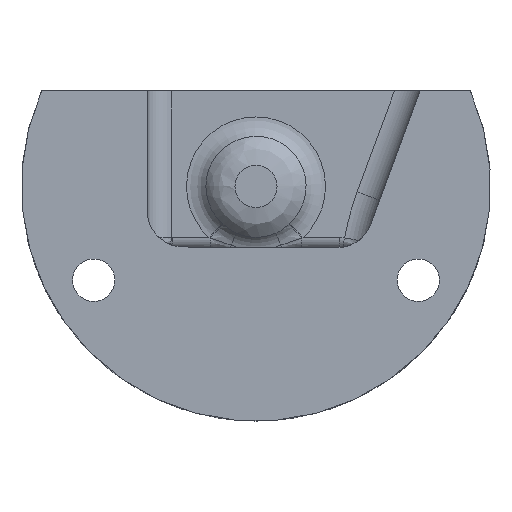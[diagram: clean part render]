
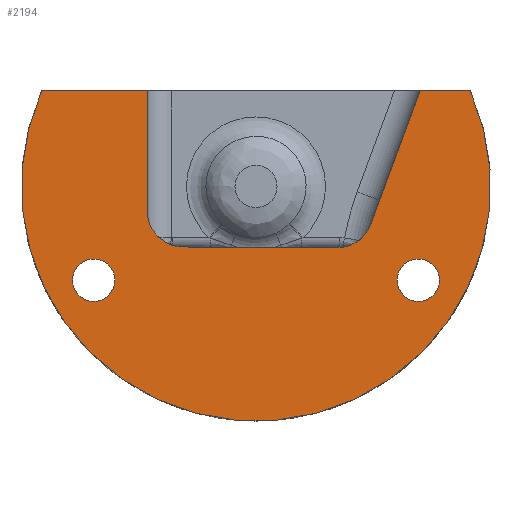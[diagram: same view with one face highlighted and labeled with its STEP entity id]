
A CAD part, left-side view. The second image highlights one B-rep face of the part: STEP entity #2194.
In plain terms, the highlighted planar face has unit normal (-1, 0, 0).
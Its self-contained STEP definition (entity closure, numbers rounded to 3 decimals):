
#17=FACE_BOUND('',#324,.T.);
#18=FACE_BOUND('',#325,.T.);
#108=PLANE('',#2394);
#189=FACE_OUTER_BOUND('',#323,.T.);
#323=EDGE_LOOP('',(#1717,#1718,#1719,#1720,#1721,#1722,#1723,#1724));
#324=EDGE_LOOP('',(#1725));
#325=EDGE_LOOP('',(#1726));
#457=CIRCLE('',#2395,19.4);
#458=CIRCLE('',#2396,3.);
#459=CIRCLE('',#2397,3.);
#460=CIRCLE('',#2398,1.75);
#461=CIRCLE('',#2399,1.75);
#648=LINE('',#4007,#765);
#649=LINE('',#4009,#766);
#650=LINE('',#4013,#767);
#651=LINE('',#4017,#768);
#652=LINE('',#4018,#769);
#765=VECTOR('',#2800,10.);
#766=VECTOR('',#2801,10.);
#767=VECTOR('',#2804,10.);
#768=VECTOR('',#2807,10.);
#769=VECTOR('',#2808,10.);
#979=VERTEX_POINT('',#4003);
#980=VERTEX_POINT('',#4004);
#981=VERTEX_POINT('',#4006);
#982=VERTEX_POINT('',#4008);
#983=VERTEX_POINT('',#4010);
#984=VERTEX_POINT('',#4012);
#985=VERTEX_POINT('',#4014);
#986=VERTEX_POINT('',#4016);
#987=VERTEX_POINT('',#4019);
#988=VERTEX_POINT('',#4021);
#1250=EDGE_CURVE('',#979,#980,#457,.T.);
#1251=EDGE_CURVE('',#979,#981,#648,.T.);
#1252=EDGE_CURVE('',#982,#981,#649,.T.);
#1253=EDGE_CURVE('',#983,#982,#458,.T.);
#1254=EDGE_CURVE('',#984,#983,#650,.T.);
#1255=EDGE_CURVE('',#985,#984,#459,.T.);
#1256=EDGE_CURVE('',#986,#985,#651,.T.);
#1257=EDGE_CURVE('',#986,#980,#652,.T.);
#1258=EDGE_CURVE('',#987,#987,#460,.T.);
#1259=EDGE_CURVE('',#988,#988,#461,.T.);
#1717=ORIENTED_EDGE('',*,*,#1250,.F.);
#1718=ORIENTED_EDGE('',*,*,#1251,.T.);
#1719=ORIENTED_EDGE('',*,*,#1252,.F.);
#1720=ORIENTED_EDGE('',*,*,#1253,.F.);
#1721=ORIENTED_EDGE('',*,*,#1254,.F.);
#1722=ORIENTED_EDGE('',*,*,#1255,.F.);
#1723=ORIENTED_EDGE('',*,*,#1256,.F.);
#1724=ORIENTED_EDGE('',*,*,#1257,.T.);
#1725=ORIENTED_EDGE('',*,*,#1258,.F.);
#1726=ORIENTED_EDGE('',*,*,#1259,.F.);
#2194=ADVANCED_FACE('',(#189,#17,#18),#108,.F.);
#2394=AXIS2_PLACEMENT_3D('',#4002,#2796,#2797);
#2395=AXIS2_PLACEMENT_3D('',#4005,#2798,#2799);
#2396=AXIS2_PLACEMENT_3D('',#4011,#2802,#2803);
#2397=AXIS2_PLACEMENT_3D('',#4015,#2805,#2806);
#2398=AXIS2_PLACEMENT_3D('',#4020,#2809,#2810);
#2399=AXIS2_PLACEMENT_3D('',#4022,#2811,#2812);
#2796=DIRECTION('center_axis',(1.,0.,0.));
#2797=DIRECTION('ref_axis',(0.,1.,0.));
#2798=DIRECTION('center_axis',(1.,0.,0.));
#2799=DIRECTION('ref_axis',(0.,-0.892,0.453));
#2800=DIRECTION('',(0.,1.,0.));
#2801=DIRECTION('',(0.,-0.347,0.938));
#2802=DIRECTION('center_axis',(-1.,0.,0.));
#2803=DIRECTION('ref_axis',(0.,-0.57,-0.822));
#2804=DIRECTION('',(0.,-1.,-0.005));
#2805=DIRECTION('center_axis',(-1.,0.,0.));
#2806=DIRECTION('ref_axis',(0.,0.709,-0.705));
#2807=DIRECTION('',(0.,0.,-1.));
#2808=DIRECTION('',(0.,1.,0.));
#2809=DIRECTION('center_axis',(-1.,0.,0.));
#2810=DIRECTION('ref_axis',(0.,1.,0.));
#2811=DIRECTION('center_axis',(-1.,0.,0.));
#2812=DIRECTION('ref_axis',(0.,1.,0.));
#4002=CARTESIAN_POINT('Origin',(0.,0.,-2.45));
#4003=CARTESIAN_POINT('',(0.,-17.719,7.899));
#4004=CARTESIAN_POINT('',(0.,17.719,7.899));
#4005=CARTESIAN_POINT('Origin',(0.,0.,0.));
#4006=CARTESIAN_POINT('',(0.,-13.583,7.899));
#4007=CARTESIAN_POINT('',(0.,9.691,7.899));
#4008=CARTESIAN_POINT('',(0.,-9.514,-3.103));
#4009=CARTESIAN_POINT('',(0.,-8.786,-5.073));
#4010=CARTESIAN_POINT('',(0.,-6.687,-5.063));
#4011=CARTESIAN_POINT('Origin',(0.,-6.7,-2.063));
#4012=CARTESIAN_POINT('',(0.,6.014,-5.004));
#4013=CARTESIAN_POINT('',(0.,9.,-4.991));
#4014=CARTESIAN_POINT('',(0.,9.,-2.004));
#4015=CARTESIAN_POINT('Origin',(0.,6.,-2.004));
#4016=CARTESIAN_POINT('',(0.,9.,7.899));
#4017=CARTESIAN_POINT('',(0.,9.,14.5));
#4018=CARTESIAN_POINT('',(0.,9.691,7.899));
#4019=CARTESIAN_POINT('',(0.,-15.173,-7.75));
#4020=CARTESIAN_POINT('Origin',(0.,-13.423,-7.75));
#4021=CARTESIAN_POINT('',(0.,11.673,-7.75));
#4022=CARTESIAN_POINT('Origin',(0.,13.423,-7.75));
